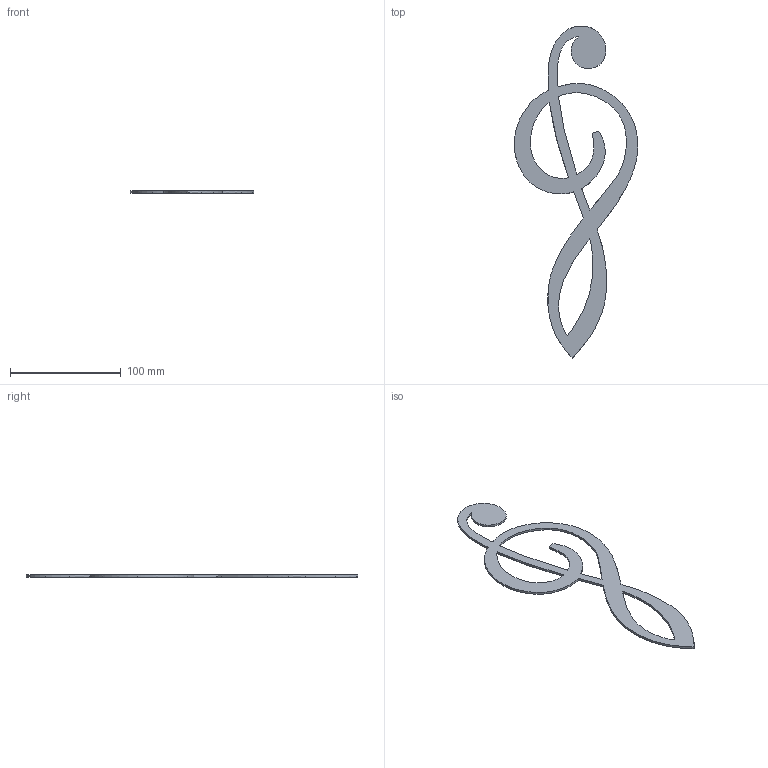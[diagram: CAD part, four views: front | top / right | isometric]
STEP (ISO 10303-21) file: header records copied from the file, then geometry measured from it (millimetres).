
FILE_DESCRIPTION(('FreeCAD Model'),'2;1');
FILE_NAME('Open CASCADE Shape Model','2025-10-03T15:04:09',(''),(''), 'Open CASCADE STEP processor 7.8','FreeCAD','Unknown');
FILE_SCHEMA(('AUTOMOTIVE_DESIGN { 1 0 10303 214 1 1 1 1 }'));
Length unit declared in the file: millimetre
Products named in the file (1): P0211-01-a_Oberseite
Bounding box: 111.59 x 300 x 2 mm (x, y, z)
Volume: 19150.1 mm3; surface area: 22296.7 mm2
Topology: 1 solids, 1 shells, 103 faces, 303 edges, 202 vertices
Faces by surface type: extrusion 101, plane 2
Entity records: 7817 total; most frequent: CARTESIAN_POINT 2510, DIRECTION 612, ORIENTED_EDGE 606, VECTOR 606, PCURVE 606, DEFINITIONAL_REPRESENTATION 606, LINE 505, B_SPLINE_CURVE_WITH_KNOTS 505
